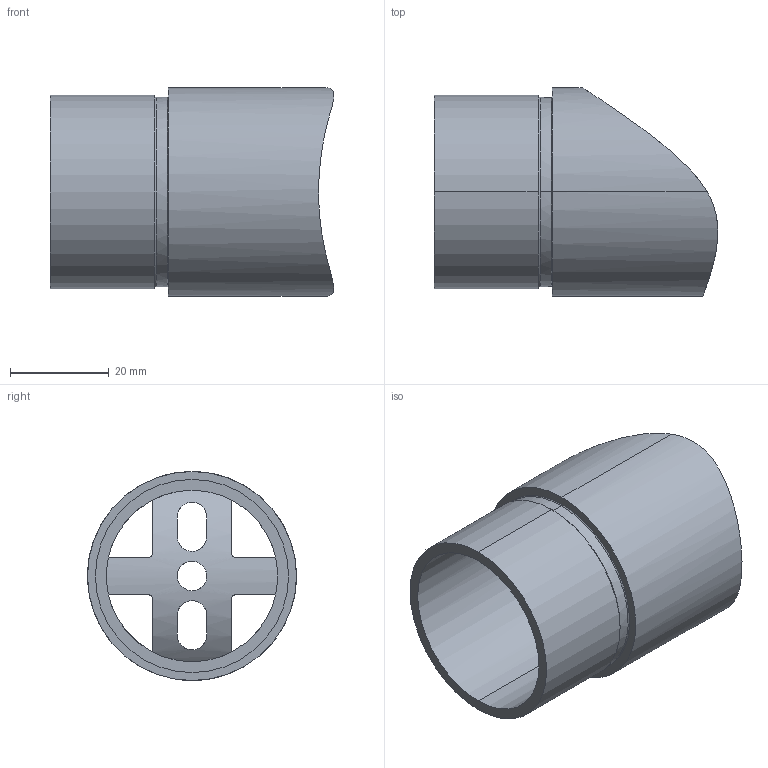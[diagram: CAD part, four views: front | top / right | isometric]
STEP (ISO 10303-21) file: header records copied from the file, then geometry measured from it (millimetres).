
FILE_DESCRIPTION (( 'STEP AP214' ), '1' );
FILE_NAME ('àðò. KRT233.STEP', '2014-05-21T15:05:22', ( '' ), ( '' ), 'SwSTEP 2.0', 'SolidWorks 2014', '' );
FILE_SCHEMA (( 'AUTOMOTIVE_DESIGN' ));
Length unit declared in the file: millimetre
Products named in the file (1): àðò. KRT233
Bounding box: 57.58 x 42.4 x 42.4 mm (x, y, z)
Volume: 17289.9 mm3; surface area: 13980.7 mm2
Topology: 1 solids, 1 shells, 87 faces, 232 edges, 142 vertices
Faces by surface type: cylinder 39, bspline 32, plane 14, cone 2
Entity records: 7787 total; most frequent: CARTESIAN_POINT 5147, ORIENTED_EDGE 464, EDGE_CURVE 232, DIRECTION 190, VERTEX_POINT 142, B_SPLINE_CURVE_WITH_KNOTS 124, EDGE_LOOP 96, ADVANCED_FACE 87
